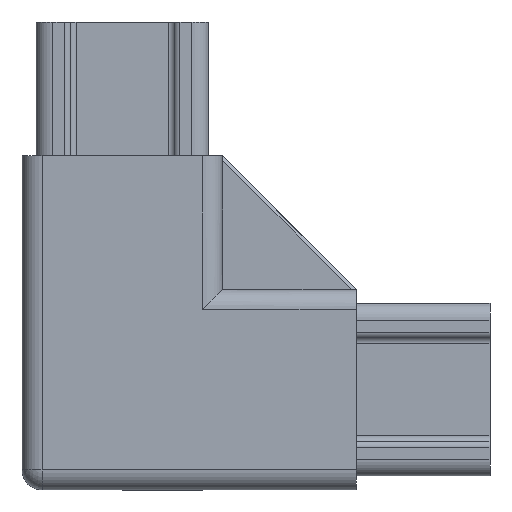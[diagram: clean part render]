
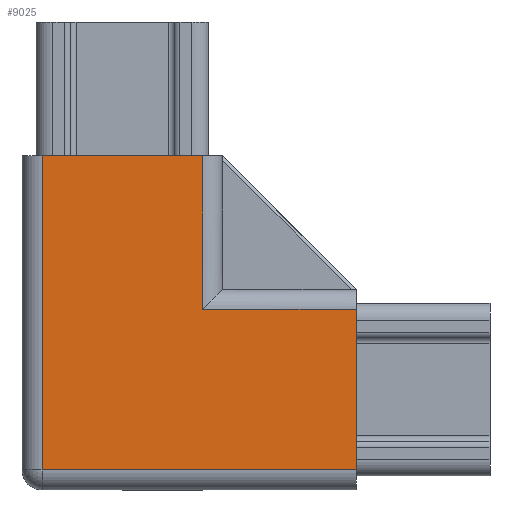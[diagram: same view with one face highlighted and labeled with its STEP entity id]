
A CAD part, left-side view. The second image highlights one B-rep face of the part: STEP entity #9025.
In plain terms, the highlighted planar face has unit normal (-1, 0, 0).
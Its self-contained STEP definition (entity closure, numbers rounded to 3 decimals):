
#435 = DIRECTION ( 'NONE',  ( 0., 0., -1. ) ) ;
#574 = VERTEX_POINT ( 'NONE', #1833 ) ;
#584 = EDGE_CURVE ( 'NONE', #12127, #574, #7829, .T. ) ;
#1269 = VECTOR ( 'NONE', #16878, 1000. ) ;
#1573 = CARTESIAN_POINT ( 'NONE',  ( 0., 0., 8.333 ) ) ;
#1765 = VERTEX_POINT ( 'NONE', #11437 ) ;
#1833 = CARTESIAN_POINT ( 'NONE',  ( 0., 0., -18.667 ) ) ;
#2076 = VECTOR ( 'NONE', #10636, 1000. ) ;
#2564 = CARTESIAN_POINT ( 'NONE',  ( 0., 47., 0. ) ) ;
#2599 = EDGE_CURVE ( 'NONE', #16989, #17981, #6945, .T. ) ;
#2752 = LINE ( 'NONE', #9284, #10755 ) ;
#2792 = LINE ( 'NONE', #19164, #2076 ) ;
#3286 = PLANE ( 'NONE',  #13301 ) ;
#3586 = FACE_OUTER_BOUND ( 'NONE', #7708, .T. ) ;
#3858 = CARTESIAN_POINT ( 'NONE',  ( 0., 23., 28.333 ) ) ;
#4207 = CARTESIAN_POINT ( 'NONE',  ( 0., 23., 0. ) ) ;
#4495 = VERTEX_POINT ( 'NONE', #7532 ) ;
#4621 = EDGE_CURVE ( 'NONE', #1765, #574, #2752, .T. ) ;
#5206 = ORIENTED_EDGE ( 'NONE', *, *, #8182, .F. ) ;
#5510 = VECTOR ( 'NONE', #10241, 1000. ) ;
#6133 = ORIENTED_EDGE ( 'NONE', *, *, #4621, .T. ) ;
#6945 = LINE ( 'NONE', #4207, #5510 ) ;
#7532 = CARTESIAN_POINT ( 'NONE',  ( 0., 47., 28.333 ) ) ;
#7662 = CARTESIAN_POINT ( 'NONE',  ( 0., 23., 5.333 ) ) ;
#7708 = EDGE_LOOP ( 'NONE', ( #11153, #15814, #5206, #9636, #6133, #10198 ) ) ;
#7829 = LINE ( 'NONE', #1573, #17268 ) ;
#7854 = VECTOR ( 'NONE', #8539, 1000. ) ;
#8018 = EDGE_CURVE ( 'NONE', #4495, #1765, #11373, .T. ) ;
#8182 = EDGE_CURVE ( 'NONE', #4495, #17981, #13304, .T. ) ;
#8539 = DIRECTION ( 'NONE',  ( 0., 0., -1. ) ) ;
#9025 = ADVANCED_FACE ( 'NONE', ( #3586 ), #3286, .F. ) ;
#9284 = CARTESIAN_POINT ( 'NONE',  ( 0., 0., -18.667 ) ) ;
#9372 = DIRECTION ( 'NONE',  ( 1., 0., 0. ) ) ;
#9636 = ORIENTED_EDGE ( 'NONE', *, *, #8018, .T. ) ;
#10198 = ORIENTED_EDGE ( 'NONE', *, *, #584, .F. ) ;
#10241 = DIRECTION ( 'NONE',  ( 0., 0., 1. ) ) ;
#10636 = DIRECTION ( 'NONE',  ( 0., 1., 0. ) ) ;
#10698 = DIRECTION ( 'NONE',  ( 0., 0., -1. ) ) ;
#10755 = VECTOR ( 'NONE', #12288, 1000. ) ;
#11153 = ORIENTED_EDGE ( 'NONE', *, *, #13856, .T. ) ;
#11373 = LINE ( 'NONE', #2564, #7854 ) ;
#11437 = CARTESIAN_POINT ( 'NONE',  ( 0., 47., -18.667 ) ) ;
#11787 = CARTESIAN_POINT ( 'NONE',  ( 0., 50., 28.333 ) ) ;
#12127 = VERTEX_POINT ( 'NONE', #17777 ) ;
#12288 = DIRECTION ( 'NONE',  ( 0., -1., 0. ) ) ;
#13301 = AXIS2_PLACEMENT_3D ( 'NONE', #18434, #9372, #435 ) ;
#13304 = LINE ( 'NONE', #11787, #1269 ) ;
#13856 = EDGE_CURVE ( 'NONE', #12127, #16989, #2792, .T. ) ;
#15814 = ORIENTED_EDGE ( 'NONE', *, *, #2599, .T. ) ;
#16878 = DIRECTION ( 'NONE',  ( 0., -1., 0. ) ) ;
#16989 = VERTEX_POINT ( 'NONE', #7662 ) ;
#17268 = VECTOR ( 'NONE', #10698, 1000. ) ;
#17777 = CARTESIAN_POINT ( 'NONE',  ( 0., 0., 5.333 ) ) ;
#17981 = VERTEX_POINT ( 'NONE', #3858 ) ;
#18434 = CARTESIAN_POINT ( 'NONE',  ( 0., 0., 0. ) ) ;
#19164 = CARTESIAN_POINT ( 'NONE',  ( 0., 20., 5.333 ) ) ;
